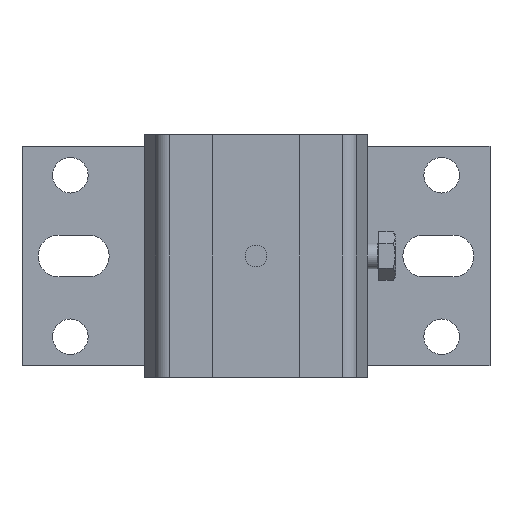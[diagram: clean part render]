
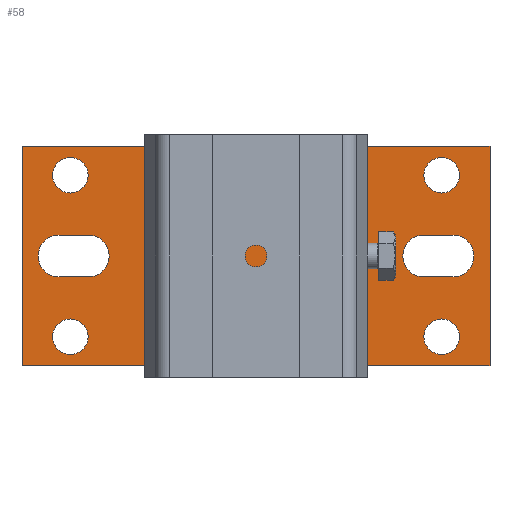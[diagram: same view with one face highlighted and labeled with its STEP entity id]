
A CAD part, front view. The second image highlights one B-rep face of the part: STEP entity #58.
In plain terms, the highlighted planar face has unit normal (0, -1, 0).
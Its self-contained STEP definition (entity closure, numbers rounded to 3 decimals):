
#58=ADVANCED_FACE('',(#2011,#2013,#2015,#2017,#2019,#2021,#2023),#2025,.T.);
#2011=FACE_BOUND('',#2012,.T.);
#2012=EDGE_LOOP('',(#3604,#3605,#3606,#3607,#3608,#3609,#3610,#3611));
#2013=FACE_BOUND('',#2014,.T.);
#2014=EDGE_LOOP('',(#3612));
#2015=FACE_BOUND('',#2016,.T.);
#2016=EDGE_LOOP('',(#3613));
#2017=FACE_BOUND('',#2018,.T.);
#2018=EDGE_LOOP('',(#3614));
#2019=FACE_BOUND('',#2020,.T.);
#2020=EDGE_LOOP('',(#3615));
#2021=FACE_BOUND('',#2022,.T.);
#2022=EDGE_LOOP('',(#3616,#3617,#3618,#3619));
#2023=FACE_BOUND('',#2024,.T.);
#2024=EDGE_LOOP('',(#3620,#3621,#3622,#3623));
#2025=PLANE('',#2026);
#2026=AXIS2_PLACEMENT_3D('',#2027,#2028,#2029);
#2027=CARTESIAN_POINT('',(-38.,1.,-71.5));
#2028=DIRECTION('',(0.,-1.,0.));
#2029=DIRECTION('',(1.,0.,0.));
#3604=ORIENTED_EDGE('',*,*,#4706,.F.);
#3605=ORIENTED_EDGE('',*,*,#4707,.T.);
#3606=ORIENTED_EDGE('',*,*,#4708,.T.);
#3607=ORIENTED_EDGE('',*,*,#4709,.T.);
#3608=ORIENTED_EDGE('',*,*,#4710,.F.);
#3609=ORIENTED_EDGE('',*,*,#4711,.T.);
#3610=ORIENTED_EDGE('',*,*,#4712,.T.);
#3611=ORIENTED_EDGE('',*,*,#4713,.T.);
#3612=ORIENTED_EDGE('',*,*,#4714,.T.);
#3613=ORIENTED_EDGE('',*,*,#4715,.T.);
#3614=ORIENTED_EDGE('',*,*,#4716,.T.);
#3615=ORIENTED_EDGE('',*,*,#4717,.T.);
#3616=ORIENTED_EDGE('',*,*,#4718,.T.);
#3617=ORIENTED_EDGE('',*,*,#4719,.T.);
#3618=ORIENTED_EDGE('',*,*,#4720,.T.);
#3619=ORIENTED_EDGE('',*,*,#4721,.T.);
#3620=ORIENTED_EDGE('',*,*,#4722,.T.);
#3621=ORIENTED_EDGE('',*,*,#4723,.T.);
#3622=ORIENTED_EDGE('',*,*,#4724,.T.);
#3623=ORIENTED_EDGE('',*,*,#4725,.T.);
#4706=EDGE_CURVE('',#5257,#5258,#5259,.T.);
#4707=EDGE_CURVE('',#5257,#5260,#5261,.T.);
#4708=EDGE_CURVE('',#5260,#5262,#5263,.T.);
#4709=EDGE_CURVE('',#5262,#5264,#5265,.T.);
#4710=EDGE_CURVE('',#5266,#5264,#5267,.T.);
#4711=EDGE_CURVE('',#5266,#5268,#5269,.T.);
#4712=EDGE_CURVE('',#5268,#5270,#5271,.T.);
#4713=EDGE_CURVE('',#5270,#5258,#5272,.T.);
#4714=EDGE_CURVE('',#5273,#5273,#5274,.F.);
#4715=EDGE_CURVE('',#5275,#5275,#5276,.F.);
#4716=EDGE_CURVE('',#5277,#5277,#5278,.F.);
#4717=EDGE_CURVE('',#5279,#5279,#5280,.F.);
#4718=EDGE_CURVE('',#5281,#5282,#5283,.F.);
#4719=EDGE_CURVE('',#5282,#5284,#5285,.F.);
#4720=EDGE_CURVE('',#5284,#5286,#5287,.F.);
#4721=EDGE_CURVE('',#5286,#5281,#5288,.F.);
#4722=EDGE_CURVE('',#5289,#5290,#5291,.F.);
#4723=EDGE_CURVE('',#5290,#5292,#5293,.F.);
#4724=EDGE_CURVE('',#5292,#5294,#5295,.F.);
#4725=EDGE_CURVE('',#5294,#5289,#5296,.F.);
#5257=VERTEX_POINT('',#6163);
#5258=VERTEX_POINT('',#6164);
#5259=LINE('',#6165,#6166);
#5260=VERTEX_POINT('',#6168);
#5261=LINE('',#6169,#6170);
#5262=VERTEX_POINT('',#6172);
#5263=LINE('',#6173,#6174);
#5264=VERTEX_POINT('',#6176);
#5265=LINE('',#6177,#6178);
#5266=VERTEX_POINT('',#6180);
#5267=LINE('',#6181,#6182);
#5268=VERTEX_POINT('',#6184);
#5269=LINE('',#6185,#6186);
#5270=VERTEX_POINT('',#6188);
#5271=LINE('',#6189,#6190);
#5272=LINE('',#6192,#6193);
#5273=VERTEX_POINT('',#6195);
#5274=CIRCLE('',#6196,5.5);
#5275=VERTEX_POINT('',#6200);
#5276=CIRCLE('',#6201,5.5);
#5277=VERTEX_POINT('',#6205);
#5278=CIRCLE('',#6206,5.5);
#5279=VERTEX_POINT('',#6210);
#5280=CIRCLE('',#6211,5.5);
#5281=VERTEX_POINT('',#6215);
#5282=VERTEX_POINT('',#6216);
#5283=LINE('',#6217,#6218);
#5284=VERTEX_POINT('',#6220);
#5285=CIRCLE('',#6221,6.5);
#5286=VERTEX_POINT('',#6225);
#5287=LINE('',#6226,#6227);
#5288=CIRCLE('',#6229,6.5);
#5289=VERTEX_POINT('',#6233);
#5290=VERTEX_POINT('',#6234);
#5291=CIRCLE('',#6235,6.5);
#5292=VERTEX_POINT('',#6239);
#5293=LINE('',#6240,#6241);
#5294=VERTEX_POINT('',#6243);
#5295=CIRCLE('',#6244,6.5);
#5296=LINE('',#6248,#6249);
#6163=CARTESIAN_POINT('',(63.981,1.,-71.5));
#6164=CARTESIAN_POINT('',(4.981,1.,-71.5));
#6165=CARTESIAN_POINT('',(63.981,1.,-71.5));
#6166=VECTOR('',#6167,1.);
#6167=DIRECTION('',(-1.,0.,0.));
#6168=CARTESIAN_POINT('',(107.,1.,-71.5));
#6169=CARTESIAN_POINT('',(63.981,1.,-71.5));
#6170=VECTOR('',#6171,1.);
#6171=DIRECTION('',(1.,0.,0.));
#6172=CARTESIAN_POINT('',(107.,1.,-3.5));
#6173=CARTESIAN_POINT('',(107.,1.,-71.5));
#6174=VECTOR('',#6175,1.);
#6175=DIRECTION('',(0.,0.,1.));
#6176=CARTESIAN_POINT('',(63.981,1.,-3.5));
#6177=CARTESIAN_POINT('',(107.,1.,-3.5));
#6178=VECTOR('',#6179,1.);
#6179=DIRECTION('',(-1.,0.,0.));
#6180=CARTESIAN_POINT('',(4.981,1.,-3.5));
#6181=CARTESIAN_POINT('',(4.981,1.,-3.5));
#6182=VECTOR('',#6183,1.);
#6183=DIRECTION('',(1.,0.,0.));
#6184=CARTESIAN_POINT('',(-38.,1.,-3.5));
#6185=CARTESIAN_POINT('',(4.981,1.,-3.5));
#6186=VECTOR('',#6187,1.);
#6187=DIRECTION('',(-1.,0.,0.));
#6188=CARTESIAN_POINT('',(-38.,1.,-71.5));
#6189=CARTESIAN_POINT('',(-38.,1.,-3.5));
#6190=VECTOR('',#6191,1.);
#6191=DIRECTION('',(0.,0.,-1.));
#6192=CARTESIAN_POINT('',(-38.,1.,-71.5));
#6193=VECTOR('',#6194,1.);
#6194=DIRECTION('',(1.,0.,0.));
#6195=CARTESIAN_POINT('',(97.5,1.,-62.5));
#6196=AXIS2_PLACEMENT_3D('',#6197,#6198,#6199);
#6197=CARTESIAN_POINT('',(92.,1.,-62.5));
#6198=DIRECTION('',(0.,-1.,0.));
#6199=DIRECTION('',(1.,0.,0.));
#6200=CARTESIAN_POINT('',(97.5,1.,-12.5));
#6201=AXIS2_PLACEMENT_3D('',#6202,#6203,#6204);
#6202=CARTESIAN_POINT('',(92.,1.,-12.5));
#6203=DIRECTION('',(0.,-1.,0.));
#6204=DIRECTION('',(1.,0.,0.));
#6205=CARTESIAN_POINT('',(-17.5,1.,-62.5));
#6206=AXIS2_PLACEMENT_3D('',#6207,#6208,#6209);
#6207=CARTESIAN_POINT('',(-23.,1.,-62.5));
#6208=DIRECTION('',(0.,-1.,0.));
#6209=DIRECTION('',(1.,0.,0.));
#6210=CARTESIAN_POINT('',(-17.5,1.,-12.5));
#6211=AXIS2_PLACEMENT_3D('',#6212,#6213,#6214);
#6212=CARTESIAN_POINT('',(-23.,1.,-12.5));
#6213=DIRECTION('',(0.,-1.,0.));
#6214=DIRECTION('',(1.,0.,0.));
#6215=CARTESIAN_POINT('',(95.5,1.,-44.));
#6216=CARTESIAN_POINT('',(86.5,1.,-44.));
#6217=CARTESIAN_POINT('',(86.5,1.,-44.));
#6218=VECTOR('',#6219,1.);
#6219=DIRECTION('',(1.,0.,0.));
#6220=CARTESIAN_POINT('',(86.5,1.,-31.));
#6221=AXIS2_PLACEMENT_3D('',#6222,#6223,#6224);
#6222=CARTESIAN_POINT('',(86.5,1.,-37.5));
#6223=DIRECTION('',(0.,-1.,0.));
#6224=DIRECTION('',(0.,0.,1.));
#6225=CARTESIAN_POINT('',(95.5,1.,-31.));
#6226=CARTESIAN_POINT('',(95.5,1.,-31.));
#6227=VECTOR('',#6228,1.);
#6228=DIRECTION('',(-1.,0.,0.));
#6229=AXIS2_PLACEMENT_3D('',#6230,#6231,#6232);
#6230=CARTESIAN_POINT('',(95.5,1.,-37.5));
#6231=DIRECTION('',(0.,-1.,0.));
#6232=DIRECTION('',(0.,0.,-1.));
#6233=CARTESIAN_POINT('',(-17.5,1.,-31.));
#6234=CARTESIAN_POINT('',(-17.5,1.,-44.));
#6235=AXIS2_PLACEMENT_3D('',#6236,#6237,#6238);
#6236=CARTESIAN_POINT('',(-17.5,1.,-37.5));
#6237=DIRECTION('',(0.,-1.,0.));
#6238=DIRECTION('',(0.,0.,-1.));
#6239=CARTESIAN_POINT('',(-26.5,1.,-44.));
#6240=CARTESIAN_POINT('',(-26.5,1.,-44.));
#6241=VECTOR('',#6242,1.);
#6242=DIRECTION('',(1.,0.,0.));
#6243=CARTESIAN_POINT('',(-26.5,1.,-31.));
#6244=AXIS2_PLACEMENT_3D('',#6245,#6246,#6247);
#6245=CARTESIAN_POINT('',(-26.5,1.,-37.5));
#6246=DIRECTION('',(0.,-1.,0.));
#6247=DIRECTION('',(0.,0.,1.));
#6248=CARTESIAN_POINT('',(-17.5,1.,-31.));
#6249=VECTOR('',#6250,1.);
#6250=DIRECTION('',(-1.,0.,0.));
